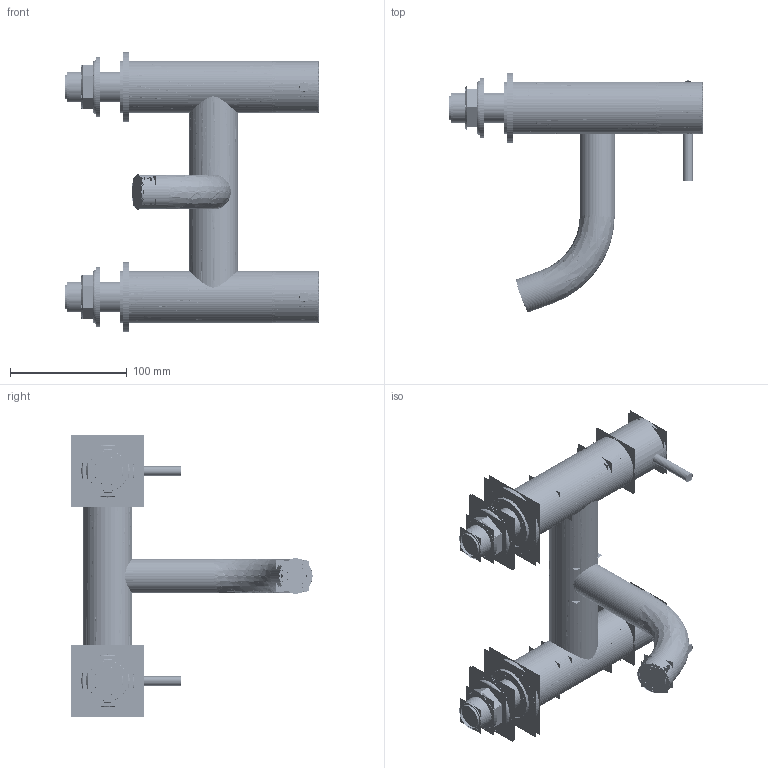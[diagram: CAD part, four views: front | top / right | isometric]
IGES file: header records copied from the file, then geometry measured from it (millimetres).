
Start section:  PTC IGES file: PRO322DC.igs
Global section: file name: PRO322DC.igs; native system: Pro/ENGINEER by Parametric Technology Corporation; preprocessor: 2009360; author: user152; organization: Unknown; date: 20200311.100229; units: millimetre
Bounding box: 217.08 x 206.66 x 242.41 mm (x, y, z)
Volume: 377216.1 mm3; surface area: 1747301.3 mm2
Topology: 40 solids, 57 shells, 5098 faces, 25634 edges, 31813 vertices
Faces by surface type: bspline 3362, revolution 1736
